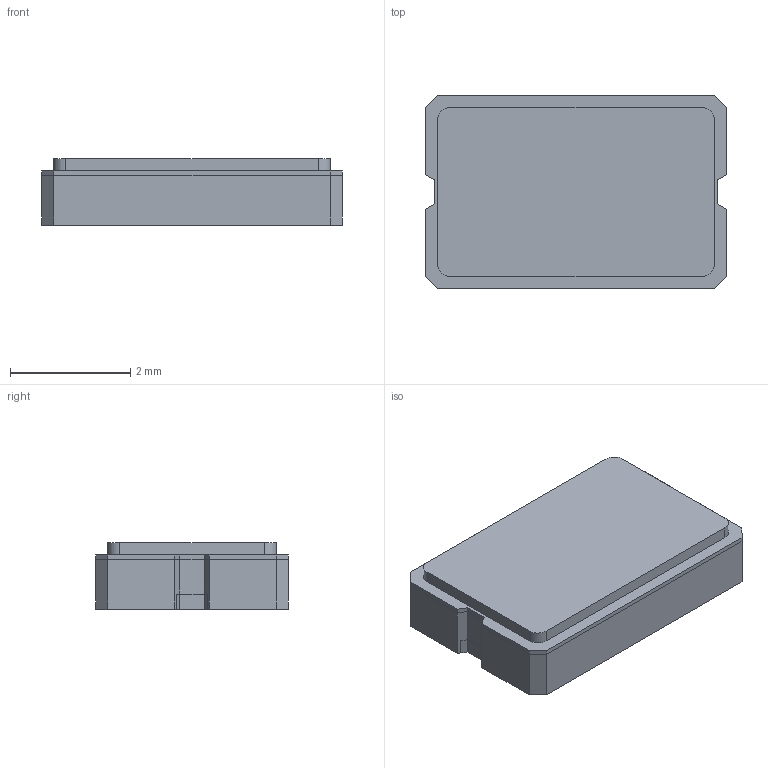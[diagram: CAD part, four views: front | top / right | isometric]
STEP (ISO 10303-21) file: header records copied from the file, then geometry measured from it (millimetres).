
FILE_DESCRIPTION(/* description */ (''),/* implementation_level */ '2;1');
FILE_NAME(/* name */ 'SMD-5032_2P.step',/* time_stamp */ '2021-06-04T10:37:20-05:00',/* author */ (''),/* organization */ (''),/* preprocessor_version */ 'ST-DEVELOPER v18.1',/* originating_system */ 'Autodesk Translation Framework v10.9.0.1377',/* authorisation */ '');
FILE_SCHEMA (('AUTOMOTIVE_DESIGN { 1 0 10303 214 3 1 1 }'));
Length unit declared in the file: millimetre
Products named in the file (1): SMD-5032_2P
Bounding box: 5 x 3.2 x 1.1 mm (x, y, z)
Volume: 16.8 mm3; surface area: 122.1 mm2
Topology: 5 solids, 5 shells, 78 faces, 204 edges, 136 vertices
Faces by surface type: plane 74, cylinder 4
Entity records: 2406 total; most frequent: CARTESIAN_POINT 419, ORIENTED_EDGE 408, DIRECTION 370, EDGE_CURVE 204, LINE 196, VECTOR 196, VERTEX_POINT 136, AXIS2_PLACEMENT_3D 87
